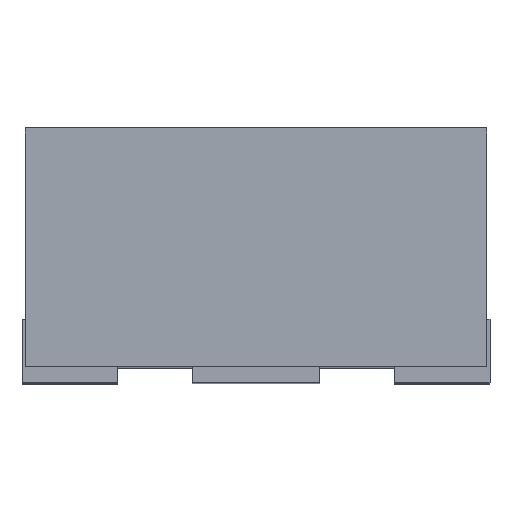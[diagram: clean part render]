
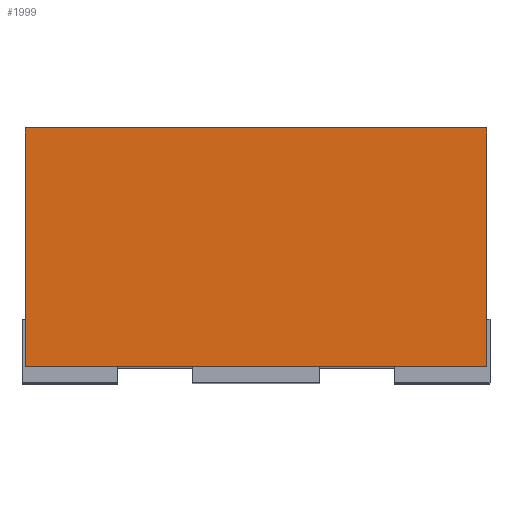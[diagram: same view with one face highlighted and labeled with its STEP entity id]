
A CAD part, top view. The second image highlights one B-rep face of the part: STEP entity #1999.
In plain terms, the highlighted planar face has unit normal (0, 0, 1).
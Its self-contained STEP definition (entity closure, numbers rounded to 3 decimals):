
#78 = ORIENTED_EDGE ( 'NONE', *, *, #584, .T. ) ;
#152 = PLANE ( 'NONE',  #3628 ) ;
#232 = CARTESIAN_POINT ( 'NONE',  ( 0.725, 0.8, 1.3 ) ) ;
#435 = VECTOR ( 'NONE', #2971, 1000. ) ;
#441 = VECTOR ( 'NONE', #2005, 1000. ) ;
#457 = EDGE_CURVE ( 'NONE', #2500, #1761, #3682, .T. ) ;
#548 = FACE_OUTER_BOUND ( 'NONE', #2980, .T. ) ;
#579 = EDGE_CURVE ( 'NONE', #2500, #721, #887, .T. ) ;
#584 = EDGE_CURVE ( 'NONE', #721, #1538, #2424, .T. ) ;
#721 = VERTEX_POINT ( 'NONE', #1041 ) ;
#887 = LINE ( 'NONE', #2390, #435 ) ;
#1041 = CARTESIAN_POINT ( 'NONE',  ( -0.725, 0.05, 1.3 ) ) ;
#1133 = EDGE_CURVE ( 'NONE', #1761, #1538, #1159, .T. ) ;
#1159 = LINE ( 'NONE', #3464, #441 ) ;
#1182 = DIRECTION ( 'NONE',  ( 0., 0., -1. ) ) ;
#1446 = DIRECTION ( 'NONE',  ( -1., 0., 0. ) ) ;
#1538 = VERTEX_POINT ( 'NONE', #2245 ) ;
#1712 = CARTESIAN_POINT ( 'NONE',  ( -0.725, 0.8, 1.3 ) ) ;
#1761 = VERTEX_POINT ( 'NONE', #232 ) ;
#1874 = CARTESIAN_POINT ( 'NONE',  ( -0.725, 0.8, 1.3 ) ) ;
#1889 = VECTOR ( 'NONE', #2261, 1000. ) ;
#1999 = ADVANCED_FACE ( 'NONE', ( #548 ), #152, .F. ) ;
#2005 = DIRECTION ( 'NONE',  ( 0., -1., 0. ) ) ;
#2084 = CARTESIAN_POINT ( 'NONE',  ( -0.725, 0.05, 1.3 ) ) ;
#2119 = DIRECTION ( 'NONE',  ( 1., 0., 0. ) ) ;
#2245 = CARTESIAN_POINT ( 'NONE',  ( 0.725, 0.05, 1.3 ) ) ;
#2261 = DIRECTION ( 'NONE',  ( 1., 0., 0. ) ) ;
#2390 = CARTESIAN_POINT ( 'NONE',  ( -0.725, 0.8, 1.3 ) ) ;
#2424 = LINE ( 'NONE', #2084, #3490 ) ;
#2500 = VERTEX_POINT ( 'NONE', #2925 ) ;
#2553 = ORIENTED_EDGE ( 'NONE', *, *, #457, .F. ) ;
#2567 = ORIENTED_EDGE ( 'NONE', *, *, #1133, .F. ) ;
#2623 = ORIENTED_EDGE ( 'NONE', *, *, #579, .T. ) ;
#2925 = CARTESIAN_POINT ( 'NONE',  ( -0.725, 0.8, 1.3 ) ) ;
#2971 = DIRECTION ( 'NONE',  ( 0., -1., 0. ) ) ;
#2980 = EDGE_LOOP ( 'NONE', ( #78, #2567, #2553, #2623 ) ) ;
#3464 = CARTESIAN_POINT ( 'NONE',  ( 0.725, 0.8, 1.3 ) ) ;
#3490 = VECTOR ( 'NONE', #2119, 1000. ) ;
#3628 = AXIS2_PLACEMENT_3D ( 'NONE', #1712, #1182, #1446 ) ;
#3682 = LINE ( 'NONE', #1874, #1889 ) ;
